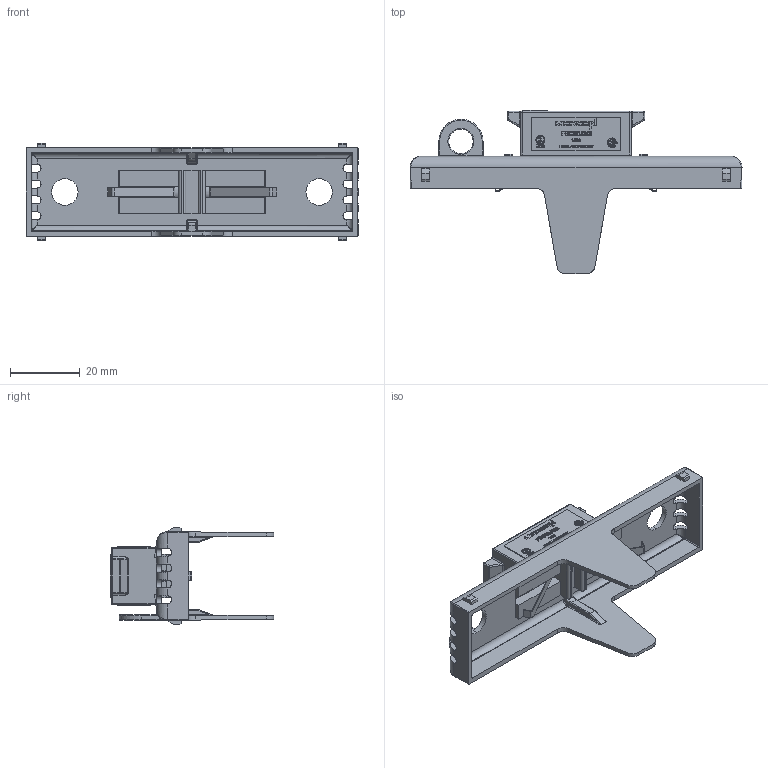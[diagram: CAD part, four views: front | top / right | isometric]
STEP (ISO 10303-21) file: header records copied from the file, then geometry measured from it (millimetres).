
FILE_DESCRIPTION (( 'STEP AP214' ), '1' );
FILE_NAME ('OUT-360385-I.STEP', '2024-04-09T12:25:02', ( '' ), ( '' ), 'SwSTEP 2.0', 'SolidWorks 2021', '' );
FILE_SCHEMA (( 'AUTOMOTIVE_DESIGN' ));
Length unit declared in the file: inch
Products named in the file (7): 1203190; 330834; 1203654; 1203188_FBC60J30I; 330446_-002; 330835; OUT-360385-I
Assembly tree (6 placements, depth 2):
  OUT-360385-I
    330834
    330835
    330446_-002
    1203190
    1203188_FBC60J30I
    1203654
Bounding box: 95.27 x 46.89 x 27.86 mm (x, y, z)
Volume: 11381.2 mm3; surface area: 15967.7 mm2
Topology: 6 solids, 6 shells, 3202 faces, 8530 edges, 5596 vertices
Faces by surface type: plane 1631, bspline 1331, cylinder 190, torus 30, sphere 20
Entity records: 169767 total; most frequent: CARTESIAN_POINT 95160, ORIENTED_EDGE 17016, DIRECTION 9860, EDGE_CURVE 8508, VERTEX_POINT 5596, LINE 5392, VECTOR 5392, EDGE_LOOP 3506
